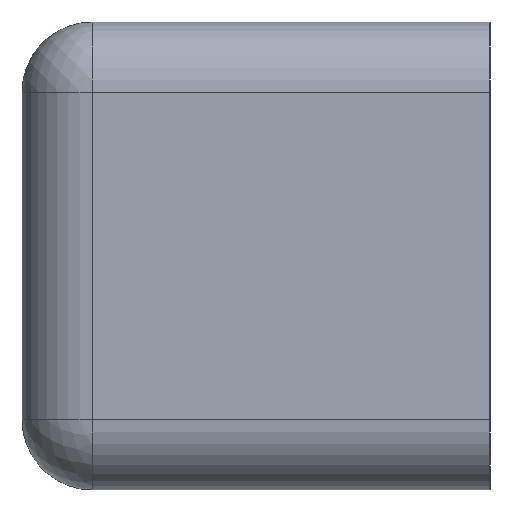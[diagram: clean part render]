
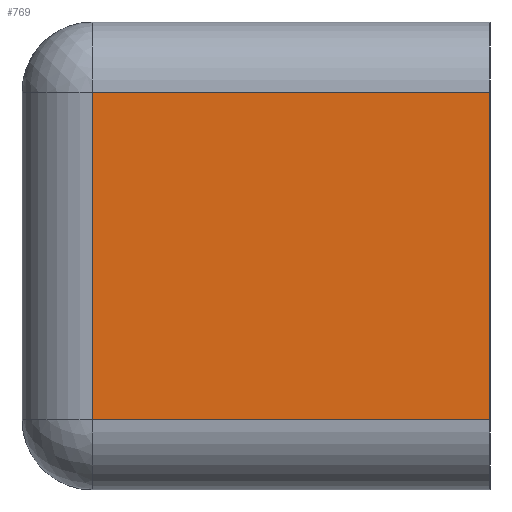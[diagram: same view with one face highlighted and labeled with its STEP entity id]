
A CAD part, left-side view. The second image highlights one B-rep face of the part: STEP entity #769.
In plain terms, the highlighted planar face has unit normal (-1, 0, 0).
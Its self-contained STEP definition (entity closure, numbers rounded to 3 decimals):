
#73=DIRECTION('',(0.,0.,1.));
#74=VECTOR('',#73,7.);
#75=CARTESIAN_POINT('',(-11.475,0.,-3.5));
#76=LINE('',#75,#74);
#272=DIRECTION('',(0.,-1.,0.));
#273=VECTOR('',#272,8.5);
#274=CARTESIAN_POINT('',(-11.475,8.5,3.5));
#275=LINE('',#274,#273);
#276=DIRECTION('',(0.,-1.,0.));
#277=VECTOR('',#276,8.5);
#278=CARTESIAN_POINT('',(-11.475,8.5,-3.5));
#279=LINE('',#278,#277);
#280=DIRECTION('',(0.,0.,1.));
#281=VECTOR('',#280,7.);
#282=CARTESIAN_POINT('',(-11.475,8.5,-3.5));
#283=LINE('',#282,#281);
#326=CARTESIAN_POINT('',(-11.475,0.,3.5));
#328=VERTEX_POINT('',#326);
#329=CARTESIAN_POINT('',(-11.475,8.5,3.5));
#330=VERTEX_POINT('',#329);
#331=CARTESIAN_POINT('',(-11.475,8.5,-3.5));
#332=VERTEX_POINT('',#331);
#333=CARTESIAN_POINT('',(-11.475,0.,-3.5));
#335=VERTEX_POINT('',#333);
#758=CARTESIAN_POINT('',(-11.475,0.,-5.));
#759=DIRECTION('',(-1.,0.,0.));
#760=DIRECTION('',(0.,0.,1.));
#761=AXIS2_PLACEMENT_3D('',#758,#759,#760);
#762=PLANE('',#761);
#763=ORIENTED_EDGE('',*,*,#423,.T.);
#764=ORIENTED_EDGE('',*,*,#449,.F.);
#765=ORIENTED_EDGE('',*,*,#594,.F.);
#766=ORIENTED_EDGE('',*,*,#568,.T.);
#767=EDGE_LOOP('',(#763,#764,#765,#766));
#768=FACE_OUTER_BOUND('',#767,.F.);
#769=ADVANCED_FACE('',(#768),#762,.T.);
#423=EDGE_CURVE('',#330,#328,#275,.T.);
#449=EDGE_CURVE('',#335,#328,#76,.T.);
#568=EDGE_CURVE('',#332,#330,#283,.T.);
#594=EDGE_CURVE('',#332,#335,#279,.T.);
